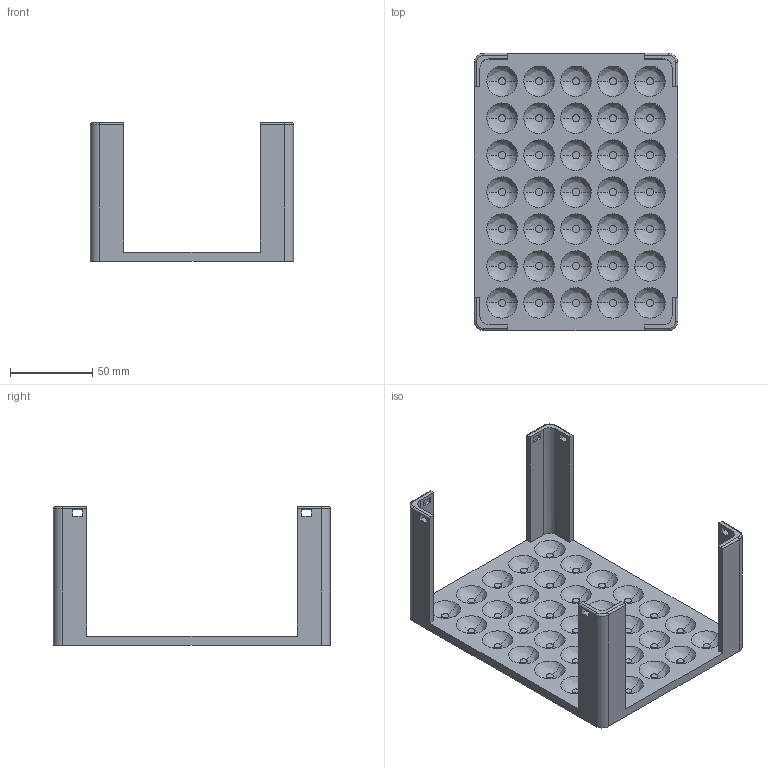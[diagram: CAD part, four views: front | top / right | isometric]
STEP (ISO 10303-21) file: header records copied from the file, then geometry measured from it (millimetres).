
FILE_DESCRIPTION(('FreeCAD Model'),'2;1');
FILE_NAME('Open CASCADE Shape Model','2025-04-29T04:27:59',('FreeCAD'),( 'FreeCAD'),'Open CASCADE STEP processor 7.6','FreeCAD','Unknown');
FILE_SCHEMA(('AUTOMOTIVE_DESIGN { 1 0 10303 214 1 1 1 1 }'));
Length unit declared in the file: millimetre
Products named in the file (1): Open CASCADE STEP translator 7.6 1
Bounding box: 123.63 x 168.58 x 84.29 mm (x, y, z)
Volume: 127780.6 mm3; surface area: 72160.6 mm2
Topology: 1 solids, 1 shells, 207 faces, 478 edges, 316 vertices
Faces by surface type: bspline 207
Entity records: 6288 total; most frequent: CARTESIAN_POINT 3449, ORIENTED_EDGE 956, EDGE_CURVE 478, VERTEX_POINT 316, FACE_BOUND 258, EDGE_LOOP 258, B_SPLINE_CURVE_WITH_KNOTS 232, ADVANCED_FACE 207
